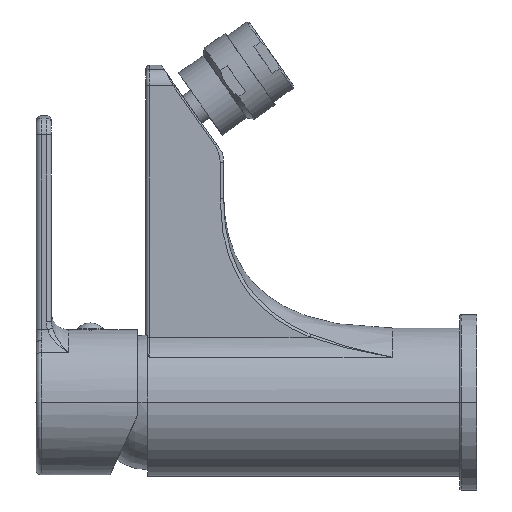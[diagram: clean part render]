
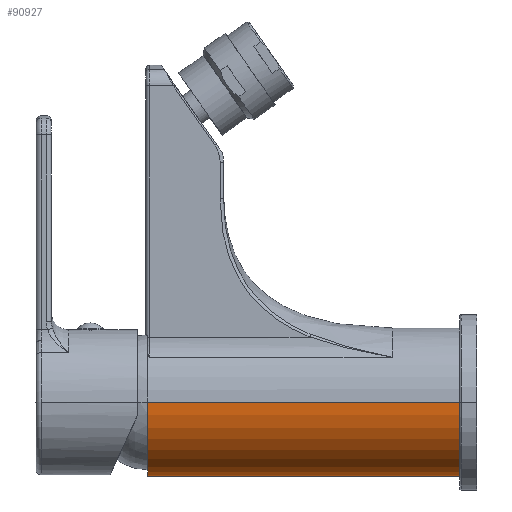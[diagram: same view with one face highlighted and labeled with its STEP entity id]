
A CAD part, left-side view. The second image highlights one B-rep face of the part: STEP entity #90927.
In plain terms, the highlighted cylindrical face has radius 22 mm (diameter 44 mm), a partial arc.
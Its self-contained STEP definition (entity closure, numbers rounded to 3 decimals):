
#4762=DIRECTION('',(0.,1.,0.));
#4763=VECTOR('',#4762,92.5);
#4764=CARTESIAN_POINT('',(-22.,1.5,0.));
#4765=LINE('',#4764,#4763);
#32177=CARTESIAN_POINT('',(0.,1.5,0.));
#32178=DIRECTION('',(0.,1.,0.));
#32179=DIRECTION('',(1.,0.,0.));
#32180=AXIS2_PLACEMENT_3D('',#32177,#32178,#32179);
#32182=DIRECTION('',(0.,1.,0.));
#32183=VECTOR('',#32182,92.5);
#32184=CARTESIAN_POINT('',(22.,1.5,0.));
#32185=LINE('',#32184,#32183);
#32186=CARTESIAN_POINT('',(0.,94.,0.));
#32187=DIRECTION('',(0.,1.,0.));
#32188=DIRECTION('',(1.,0.,0.));
#32189=AXIS2_PLACEMENT_3D('',#32186,#32187,#32188);
#36105=CARTESIAN_POINT('',(22.,94.,0.));
#36106=CARTESIAN_POINT('',(-22.,94.,0.));
#36107=VERTEX_POINT('',#36105);
#36108=VERTEX_POINT('',#36106);
#43764=CARTESIAN_POINT('',(22.,1.5,0.));
#43765=CARTESIAN_POINT('',(-22.,1.5,0.));
#43766=VERTEX_POINT('',#43764);
#43767=VERTEX_POINT('',#43765);
#90916=CARTESIAN_POINT('',(0.,0.,0.));
#90917=DIRECTION('',(0.,1.,0.));
#90918=DIRECTION('',(1.,0.,0.));
#90919=AXIS2_PLACEMENT_3D('',#90916,#90917,#90918);
#90920=CYLINDRICAL_SURFACE('',#90919,22.);
#90921=ORIENTED_EDGE('',*,*,#48135,.F.);
#90922=ORIENTED_EDGE('',*,*,#48112,.T.);
#90923=ORIENTED_EDGE('',*,*,#90883,.T.);
#90924=ORIENTED_EDGE('',*,*,#48095,.F.);
#90925=EDGE_LOOP('',(#90921,#90922,#90923,#90924));
#90926=FACE_OUTER_BOUND('',#90925,.F.);
#90927=ADVANCED_FACE('',(#90926),#90920,.T.);
#32181=CIRCLE('',#32180,22.);
#32190=CIRCLE('',#32189,22.);
#48095=EDGE_CURVE('',#43767,#36108,#4765,.T.);
#48112=EDGE_CURVE('',#43766,#36107,#32185,.T.);
#48135=EDGE_CURVE('',#43766,#43767,#32181,.T.);
#90883=EDGE_CURVE('',#36107,#36108,#32190,.T.);
